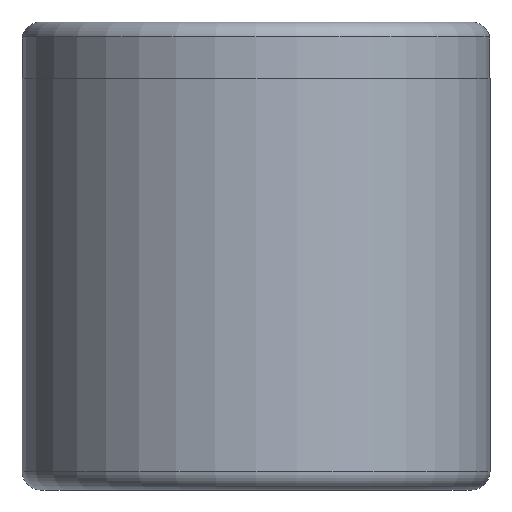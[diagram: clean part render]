
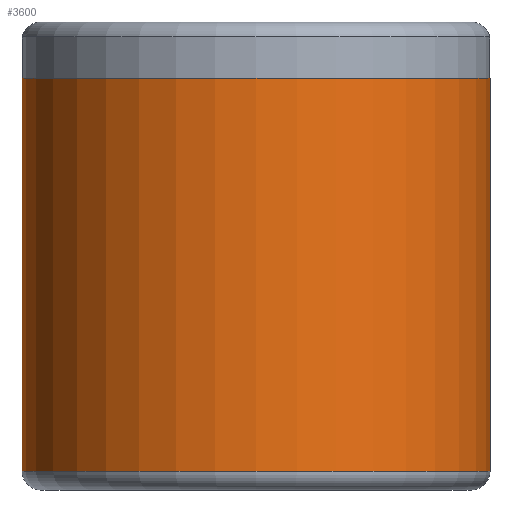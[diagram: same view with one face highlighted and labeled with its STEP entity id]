
A CAD part, front view. The second image highlights one B-rep face of the part: STEP entity #3600.
In plain terms, the highlighted cylindrical face has radius 12.5 mm (diameter 25 mm), a partial arc.
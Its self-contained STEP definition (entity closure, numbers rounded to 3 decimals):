
#72 = ORIENTED_EDGE ( 'NONE', *, *, #3101, .T. ) ;
#165 = DIRECTION ( 'NONE',  ( 0., 0., 1. ) ) ;
#186 = VERTEX_POINT ( 'NONE', #9496 ) ;
#717 = DIRECTION ( 'NONE',  ( 1., 0., 0. ) ) ;
#825 = AXIS2_PLACEMENT_3D ( 'NONE', #5221, #165, #6034 ) ;
#941 = VECTOR ( 'NONE', #7007, 1000. ) ;
#1130 = CARTESIAN_POINT ( 'NONE',  ( 0., 0., 25. ) ) ;
#1173 = LINE ( 'NONE', #8032, #941 ) ;
#1613 = EDGE_CURVE ( 'NONE', #8668, #4798, #1173, .T. ) ;
#2267 = CARTESIAN_POINT ( 'NONE',  ( -12.5, 0., 22. ) ) ;
#2842 = DIRECTION ( 'NONE',  ( -1., 0., 0. ) ) ;
#3101 = EDGE_CURVE ( 'NONE', #4838, #186, #9058, .T. ) ;
#3600 = ADVANCED_FACE ( 'NONE', ( #5123 ), #10191, .T. ) ;
#3644 = CARTESIAN_POINT ( 'NONE',  ( 12.5, 0., 1. ) ) ;
#4167 = EDGE_CURVE ( 'NONE', #4838, #8668, #8636, .T. ) ;
#4798 = VERTEX_POINT ( 'NONE', #3644 ) ;
#4838 = VERTEX_POINT ( 'NONE', #2267 ) ;
#4990 = EDGE_CURVE ( 'NONE', #186, #4798, #6885, .T. ) ;
#5123 = FACE_OUTER_BOUND ( 'NONE', #7314, .T. ) ;
#5221 = CARTESIAN_POINT ( 'NONE',  ( 0., 0., 22. ) ) ;
#5703 = DIRECTION ( 'NONE',  ( 0., 0., -1. ) ) ;
#5754 = DIRECTION ( 'NONE',  ( 0., 0., 1. ) ) ;
#5873 = CARTESIAN_POINT ( 'NONE',  ( -12.5, 0., 25. ) ) ;
#6034 = DIRECTION ( 'NONE',  ( 1., 0., 0. ) ) ;
#6136 = AXIS2_PLACEMENT_3D ( 'NONE', #1130, #9895, #2842 ) ;
#6885 = CIRCLE ( 'NONE', #8255, 12.5 ) ;
#7007 = DIRECTION ( 'NONE',  ( 0., 0., -1. ) ) ;
#7314 = EDGE_LOOP ( 'NONE', ( #7658, #7393, #72, #7793 ) ) ;
#7393 = ORIENTED_EDGE ( 'NONE', *, *, #4167, .F. ) ;
#7658 = ORIENTED_EDGE ( 'NONE', *, *, #1613, .F. ) ;
#7793 = ORIENTED_EDGE ( 'NONE', *, *, #4990, .T. ) ;
#8032 = CARTESIAN_POINT ( 'NONE',  ( 12.5, 0., 25. ) ) ;
#8255 = AXIS2_PLACEMENT_3D ( 'NONE', #10462, #5754, #717 ) ;
#8442 = VECTOR ( 'NONE', #5703, 1000. ) ;
#8636 = CIRCLE ( 'NONE', #825, 12.5 ) ;
#8668 = VERTEX_POINT ( 'NONE', #9228 ) ;
#9058 = LINE ( 'NONE', #5873, #8442 ) ;
#9228 = CARTESIAN_POINT ( 'NONE',  ( 12.5, 0., 22. ) ) ;
#9496 = CARTESIAN_POINT ( 'NONE',  ( -12.5, 0., 1. ) ) ;
#9895 = DIRECTION ( 'NONE',  ( 0., 0., -1. ) ) ;
#10191 = CYLINDRICAL_SURFACE ( 'NONE', #6136, 12.5 ) ;
#10462 = CARTESIAN_POINT ( 'NONE',  ( 0., 0., 1. ) ) ;
